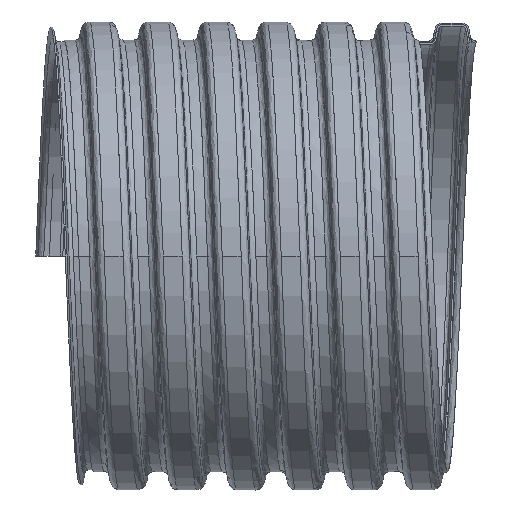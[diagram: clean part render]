
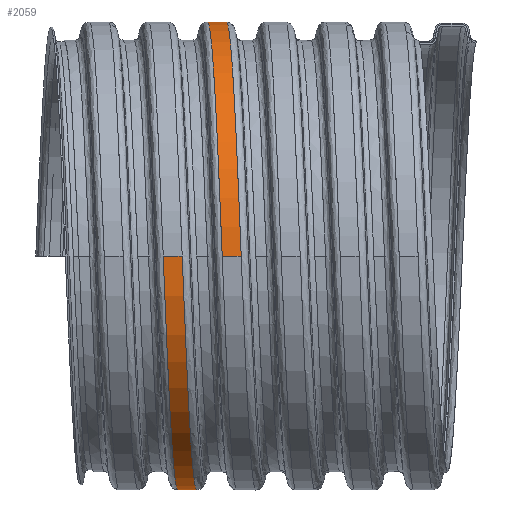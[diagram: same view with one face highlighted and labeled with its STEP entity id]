
A CAD part, front view. The second image highlights one B-rep face of the part: STEP entity #2059.
In plain terms, the highlighted cylindrical face has radius 53.95 mm (diameter 107.9 mm), a full revolution.
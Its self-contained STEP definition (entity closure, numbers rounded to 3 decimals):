
#227=FACE_OUTER_BOUND('',#329,.T.);
#329=EDGE_LOOP('',(#1631,#1632,#1633,#1634));
#487=B_SPLINE_CURVE_WITH_KNOTS('',3,(#10884,#10885,#10886,#10887,#10888,
#10889,#10890,#10891,#10892,#10893,#10894,#10895,#10896,#10897,#10898,#10899,
#10900),.UNSPECIFIED.,.F.,.F.,(4,1,1,1,1,1,1,1,1,1,1,1,1,1,4),(9.425,
9.794,10.284,10.774,11.264,11.753,
12.243,12.733,13.222,13.712,14.202,
14.692,15.181,15.671,15.708),
 .UNSPECIFIED.);
#488=B_SPLINE_CURVE_WITH_KNOTS('',3,(#10901,#10902,#10903,#10904,#10905,
#10906,#10907,#10908,#10909,#10910,#10911,#10912,#10913,#10914,#10915,#10916,
#10917),.UNSPECIFIED.,.F.,.F.,(4,1,1,1,1,1,1,1,1,1,1,1,1,1,4),(9.425,
9.794,10.284,10.774,11.264,11.753,
12.243,12.733,13.222,13.712,14.202,
14.692,15.181,15.671,15.708),
 .UNSPECIFIED.);
#598=LINE('',#10845,#702);
#599=LINE('',#10883,#703);
#702=VECTOR('',#2553,53.95);
#703=VECTOR('',#2556,53.95);
#885=VERTEX_POINT('',#10843);
#886=VERTEX_POINT('',#10844);
#887=VERTEX_POINT('',#10881);
#888=VERTEX_POINT('',#10882);
#1150=EDGE_CURVE('',#885,#886,#598,.T.);
#1153=EDGE_CURVE('',#887,#888,#599,.T.);
#1154=EDGE_CURVE('',#885,#887,#487,.T.);
#1155=EDGE_CURVE('',#886,#888,#488,.T.);
#1631=ORIENTED_EDGE('',*,*,#1153,.F.);
#1632=ORIENTED_EDGE('',*,*,#1154,.F.);
#1633=ORIENTED_EDGE('',*,*,#1150,.T.);
#1634=ORIENTED_EDGE('',*,*,#1155,.T.);
#1867=CYLINDRICAL_SURFACE('',#2240,53.95);
#2059=ADVANCED_FACE('',(#227),#1867,.T.);
#2240=AXIS2_PLACEMENT_3D('',#10880,#2554,#2555);
#2553=DIRECTION('',(-1.,0.,0.));
#2554=DIRECTION('center_axis',(1.,0.,0.));
#2555=DIRECTION('ref_axis',(0.,1.,0.));
#2556=DIRECTION('',(-1.,0.,0.));
#10843=CARTESIAN_POINT('',(33.755,-53.95,0.001));
#10844=CARTESIAN_POINT('',(29.377,-53.95,0.001));
#10845=CARTESIAN_POINT('',(13.355,-53.95,0.));
#10880=CARTESIAN_POINT('Origin',(13.355,0.,
0.));
#10881=CARTESIAN_POINT('',(47.355,-53.954,0.001));
#10882=CARTESIAN_POINT('',(42.977,-53.954,0.001));
#10883=CARTESIAN_POINT('',(13.355,-53.95,0.));
#10884=CARTESIAN_POINT('Ctrl Pts',(33.755,-53.95,0.001));
#10885=CARTESIAN_POINT('Ctrl Pts',(34.022,-53.943,-6.645));
#10886=CARTESIAN_POINT('Ctrl Pts',(34.642,-51.079,-22.104));
#10887=CARTESIAN_POINT('Ctrl Pts',(35.615,-36.666,-42.531));
#10888=CARTESIAN_POINT('Ctrl Pts',(36.675,-12.351,-54.779));
#10889=CARTESIAN_POINT('Ctrl Pts',(37.735,14.868,-54.15));
#10890=CARTESIAN_POINT('Ctrl Pts',(38.795,38.591,-40.792));
#10891=CARTESIAN_POINT('Ctrl Pts',(39.855,53.243,-17.845));
#10892=CARTESIAN_POINT('Ctrl Pts',(40.915,55.379,9.297));
#10893=CARTESIAN_POINT('Ctrl Pts',(41.975,44.498,34.253));
#10894=CARTESIAN_POINT('Ctrl Pts',(43.035,23.156,51.158));
#10895=CARTESIAN_POINT('Ctrl Pts',(44.095,-3.63,56.037));
#10896=CARTESIAN_POINT('Ctrl Pts',(45.155,-29.561,47.743));
#10897=CARTESIAN_POINT('Ctrl Pts',(46.215,-48.544,28.227));
#10898=CARTESIAN_POINT('Ctrl Pts',(46.949,-53.783,10.134));
#10899=CARTESIAN_POINT('Ctrl Pts',(47.329,-53.954,0.665));
#10900=CARTESIAN_POINT('Ctrl Pts',(47.355,-53.954,0.001));
#10901=CARTESIAN_POINT('Ctrl Pts',(29.377,-53.95,0.001));
#10902=CARTESIAN_POINT('Ctrl Pts',(29.644,-53.943,-6.645));
#10903=CARTESIAN_POINT('Ctrl Pts',(30.264,-51.079,-22.104));
#10904=CARTESIAN_POINT('Ctrl Pts',(31.237,-36.666,-42.531));
#10905=CARTESIAN_POINT('Ctrl Pts',(32.297,-12.351,-54.779));
#10906=CARTESIAN_POINT('Ctrl Pts',(33.357,14.868,-54.15));
#10907=CARTESIAN_POINT('Ctrl Pts',(34.417,38.591,-40.792));
#10908=CARTESIAN_POINT('Ctrl Pts',(35.477,53.243,-17.845));
#10909=CARTESIAN_POINT('Ctrl Pts',(36.537,55.379,9.297));
#10910=CARTESIAN_POINT('Ctrl Pts',(37.597,44.498,34.253));
#10911=CARTESIAN_POINT('Ctrl Pts',(38.657,23.156,51.158));
#10912=CARTESIAN_POINT('Ctrl Pts',(39.717,-3.63,56.037));
#10913=CARTESIAN_POINT('Ctrl Pts',(40.777,-29.561,47.743));
#10914=CARTESIAN_POINT('Ctrl Pts',(41.837,-48.544,28.227));
#10915=CARTESIAN_POINT('Ctrl Pts',(42.571,-53.783,10.134));
#10916=CARTESIAN_POINT('Ctrl Pts',(42.951,-53.954,0.665));
#10917=CARTESIAN_POINT('Ctrl Pts',(42.977,-53.954,0.001));
